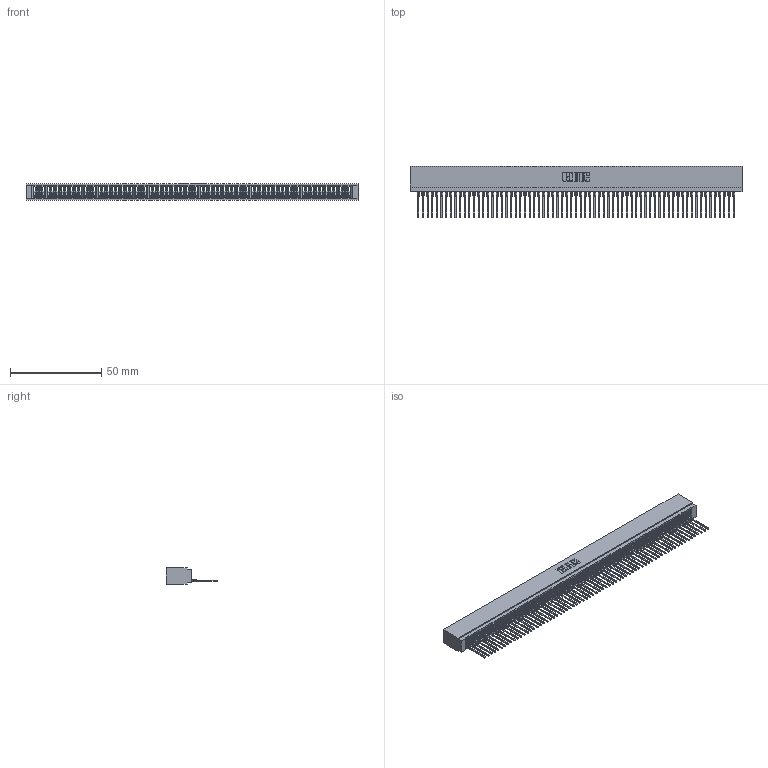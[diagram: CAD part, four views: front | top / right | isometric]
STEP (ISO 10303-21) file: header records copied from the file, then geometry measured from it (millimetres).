
FILE_DESCRIPTION (( 'STEP AP203' ), '1' );
FILE_NAME ('725-069-540-101.STEP', '2020-09-10T04:44:12', ( '' ), ( '' ), 'SwSTEP 2.0', 'SolidWorks 2020', '' );
FILE_SCHEMA (( 'CONFIG_CONTROL_DESIGN' ));
Length unit declared in the file: inch
Products named in the file (3): 725 Part_Insulator Option - 01; 745-292-001_540; 725-069-540-101
Assembly tree (70 placements, depth 2):
  725-069-540-101
    725 Part_Insulator Option - 01
    745-292-001_540  x69
Bounding box: 181.86 x 28.21 x 8.89 mm (x, y, z)
Volume: 13813.9 mm3; surface area: 27828.8 mm2
Topology: 70 solids, 70 shells, 7823 faces, 21506 edges, 13554 vertices
Faces by surface type: plane 4678, bspline 1380, cylinder 1351, torus 414
Entity records: 110239 total; most frequent: CARTESIAN_POINT 19926, ORIENTED_EDGE 19484, DIRECTION 16862, EDGE_CURVE 9742, VECTOR 9146, LINE 9146, VERTEX_POINT 6210, AXIS2_PLACEMENT_3D 3858
